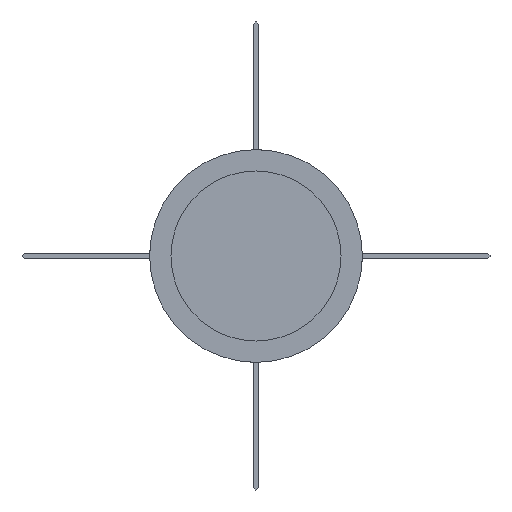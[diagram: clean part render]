
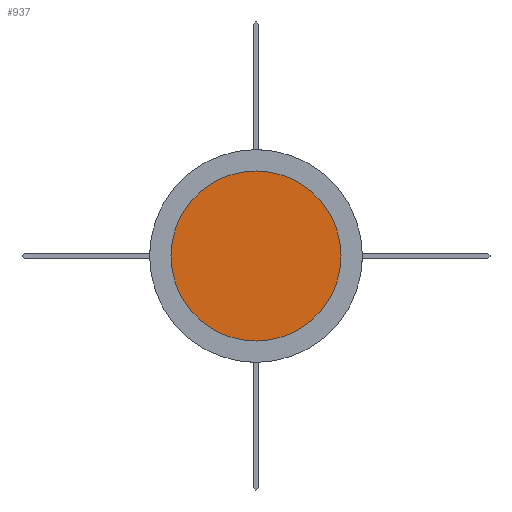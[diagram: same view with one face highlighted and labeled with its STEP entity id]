
A CAD part, front view. The second image highlights one B-rep face of the part: STEP entity #937.
In plain terms, the highlighted planar face has unit normal (0, -1, 0).
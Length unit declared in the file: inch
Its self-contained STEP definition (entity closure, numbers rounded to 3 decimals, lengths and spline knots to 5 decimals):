
#176 = CARTESIAN_POINT ( 'NONE',  ( 0., 5., 0. ) ) ;
#191 = DIRECTION ( 'NONE',  ( 0., 0., -1. ) ) ;
#204 = CARTESIAN_POINT ( 'NONE',  ( 0., 5., 0. ) ) ;
#218 = CARTESIAN_POINT ( 'NONE',  ( 0., 5., -4. ) ) ;
#229 = CARTESIAN_POINT ( 'NONE',  ( 0., 5., 4. ) ) ;
#629 = DIRECTION ( 'NONE',  ( 0., 0., -1. ) ) ;
#658 = ORIENTED_EDGE ( 'NONE', *, *, #1292, .T. ) ;
#681 = EDGE_CURVE ( 'NONE', #818, #1323, #1483, .T. ) ;
#686 = DIRECTION ( 'NONE',  ( 0., -1., 0. ) ) ;
#712 = CIRCLE ( 'NONE', #1114, 4. ) ;
#713 = PLANE ( 'NONE',  #804 ) ;
#804 = AXIS2_PLACEMENT_3D ( 'NONE', #1425, #1441, #629 ) ;
#818 = VERTEX_POINT ( 'NONE', #229 ) ;
#872 = DIRECTION ( 'NONE',  ( 0., -1., 0. ) ) ;
#937 = ADVANCED_FACE ( 'NONE', ( #1206 ), #713, .T. ) ;
#1114 = AXIS2_PLACEMENT_3D ( 'NONE', #204, #686, #1503 ) ;
#1206 = FACE_OUTER_BOUND ( 'NONE', #1372, .T. ) ;
#1292 = EDGE_CURVE ( 'NONE', #1323, #818, #712, .T. ) ;
#1312 = AXIS2_PLACEMENT_3D ( 'NONE', #176, #872, #191 ) ;
#1323 = VERTEX_POINT ( 'NONE', #218 ) ;
#1372 = EDGE_LOOP ( 'NONE', ( #658, #1415 ) ) ;
#1415 = ORIENTED_EDGE ( 'NONE', *, *, #681, .T. ) ;
#1425 = CARTESIAN_POINT ( 'NONE',  ( 0., 5., 0. ) ) ;
#1441 = DIRECTION ( 'NONE',  ( 0., -1., 0. ) ) ;
#1483 = CIRCLE ( 'NONE', #1312, 4. ) ;
#1503 = DIRECTION ( 'NONE',  ( 0., 0., -1. ) ) ;
